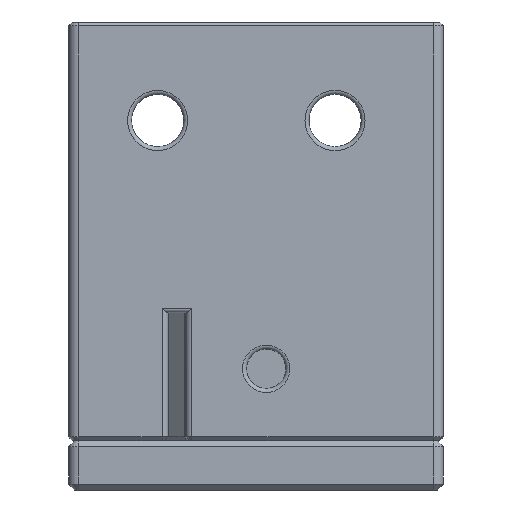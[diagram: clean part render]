
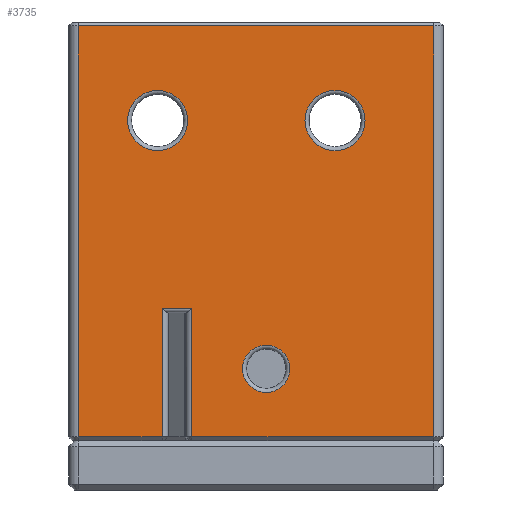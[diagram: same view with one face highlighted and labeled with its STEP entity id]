
A CAD part, front view. The second image highlights one B-rep face of the part: STEP entity #3735.
In plain terms, the highlighted planar face has unit normal (0, -1, 0).
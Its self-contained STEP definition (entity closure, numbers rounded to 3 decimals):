
#185=FACE_BOUND('',#1187,.T.);
#186=FACE_BOUND('',#1188,.T.);
#187=FACE_BOUND('',#1189,.T.);
#209=LINE('',#5683,#536);
#210=LINE('',#5685,#537);
#211=LINE('',#5687,#538);
#212=LINE('',#5689,#539);
#213=LINE('',#5691,#540);
#214=LINE('',#5693,#541);
#215=LINE('',#5695,#542);
#216=LINE('',#5696,#543);
#536=VECTOR('',#4448,10.);
#537=VECTOR('',#4449,10.);
#538=VECTOR('',#4450,10.);
#539=VECTOR('',#4451,10.);
#540=VECTOR('',#4452,10.);
#541=VECTOR('',#4453,10.);
#542=VECTOR('',#4454,10.);
#543=VECTOR('',#4455,10.);
#863=PLANE('',#3986);
#954=FACE_OUTER_BOUND('',#1186,.T.);
#1186=EDGE_LOOP('',(#2581,#2582,#2583,#2584,#2585,#2586,#2587,#2588));
#1187=EDGE_LOOP('',(#2589));
#1188=EDGE_LOOP('',(#2590));
#1189=EDGE_LOOP('',(#2591));
#1441=CIRCLE('',#3983,2.4);
#1444=CIRCLE('',#3987,3.05);
#1445=CIRCLE('',#3988,3.05);
#1655=VERTEX_POINT('',#5675);
#1657=VERTEX_POINT('',#5681);
#1658=VERTEX_POINT('',#5682);
#1659=VERTEX_POINT('',#5684);
#1660=VERTEX_POINT('',#5686);
#1661=VERTEX_POINT('',#5688);
#1662=VERTEX_POINT('',#5690);
#1663=VERTEX_POINT('',#5692);
#1664=VERTEX_POINT('',#5694);
#1665=VERTEX_POINT('',#5697);
#1666=VERTEX_POINT('',#5699);
#2003=EDGE_CURVE('',#1655,#1655,#1441,.T.);
#2006=EDGE_CURVE('',#1657,#1658,#209,.T.);
#2007=EDGE_CURVE('',#1659,#1657,#210,.T.);
#2008=EDGE_CURVE('',#1660,#1659,#211,.T.);
#2009=EDGE_CURVE('',#1661,#1660,#212,.T.);
#2010=EDGE_CURVE('',#1662,#1661,#213,.T.);
#2011=EDGE_CURVE('',#1663,#1662,#214,.T.);
#2012=EDGE_CURVE('',#1664,#1663,#215,.T.);
#2013=EDGE_CURVE('',#1658,#1664,#216,.T.);
#2014=EDGE_CURVE('',#1665,#1665,#1444,.T.);
#2015=EDGE_CURVE('',#1666,#1666,#1445,.T.);
#2581=ORIENTED_EDGE('',*,*,#2006,.F.);
#2582=ORIENTED_EDGE('',*,*,#2007,.F.);
#2583=ORIENTED_EDGE('',*,*,#2008,.F.);
#2584=ORIENTED_EDGE('',*,*,#2009,.F.);
#2585=ORIENTED_EDGE('',*,*,#2010,.F.);
#2586=ORIENTED_EDGE('',*,*,#2011,.F.);
#2587=ORIENTED_EDGE('',*,*,#2012,.F.);
#2588=ORIENTED_EDGE('',*,*,#2013,.F.);
#2589=ORIENTED_EDGE('',*,*,#2014,.F.);
#2590=ORIENTED_EDGE('',*,*,#2015,.F.);
#2591=ORIENTED_EDGE('',*,*,#2003,.F.);
#3735=ADVANCED_FACE('',(#954,#185,#186,#187),#863,.T.);
#3983=AXIS2_PLACEMENT_3D('',#5676,#4440,#4441);
#3986=AXIS2_PLACEMENT_3D('',#5680,#4446,#4447);
#3987=AXIS2_PLACEMENT_3D('',#5698,#4456,#4457);
#3988=AXIS2_PLACEMENT_3D('',#5700,#4458,#4459);
#4440=DIRECTION('center_axis',(0.,-1.,0.));
#4441=DIRECTION('ref_axis',(0.,0.,1.));
#4446=DIRECTION('center_axis',(0.,-1.,0.));
#4447=DIRECTION('ref_axis',(1.,0.,0.));
#4448=DIRECTION('',(0.,0.,1.));
#4449=DIRECTION('',(-1.,0.,0.));
#4450=DIRECTION('',(0.,0.,-1.));
#4451=DIRECTION('',(1.,0.,0.));
#4452=DIRECTION('',(0.,0.,1.));
#4453=DIRECTION('',(-1.,0.,0.));
#4454=DIRECTION('',(0.,0.,-1.));
#4455=DIRECTION('',(-1.,0.,0.));
#4456=DIRECTION('center_axis',(0.,-1.,0.));
#4457=DIRECTION('ref_axis',(0.,0.,1.));
#4458=DIRECTION('center_axis',(0.,-1.,0.));
#4459=DIRECTION('ref_axis',(0.,0.,1.));
#5675=CARTESIAN_POINT('',(16.004,94.3,8.3));
#5676=CARTESIAN_POINT('Origin',(16.004,94.3,10.7));
#5680=CARTESIAN_POINT('Origin',(-4.05,94.3,3.4));
#5681=CARTESIAN_POINT('',(8.45,94.3,3.8));
#5682=CARTESIAN_POINT('',(8.45,94.3,16.8));
#5683=CARTESIAN_POINT('',(8.45,94.3,3.4));
#5684=CARTESIAN_POINT('',(32.994,94.3,3.8));
#5685=CARTESIAN_POINT('',(5.461,94.3,3.8));
#5686=CARTESIAN_POINT('',(32.994,94.3,45.5));
#5687=CARTESIAN_POINT('',(32.994,94.3,3.4));
#5688=CARTESIAN_POINT('',(-3.05,94.3,45.5));
#5689=CARTESIAN_POINT('',(5.461,94.3,45.5));
#5690=CARTESIAN_POINT('',(-3.05,94.3,3.8));
#5691=CARTESIAN_POINT('',(-3.05,94.3,3.4));
#5692=CARTESIAN_POINT('',(5.45,94.3,3.8));
#5693=CARTESIAN_POINT('',(5.461,94.3,3.8));
#5694=CARTESIAN_POINT('',(5.45,94.3,16.8));
#5695=CARTESIAN_POINT('',(5.45,94.3,3.4));
#5696=CARTESIAN_POINT('',(-0.587,94.3,16.8));
#5697=CARTESIAN_POINT('',(22.994,94.3,32.85));
#5698=CARTESIAN_POINT('Origin',(22.994,94.3,35.9));
#5699=CARTESIAN_POINT('',(4.989,94.3,32.85));
#5700=CARTESIAN_POINT('Origin',(4.989,94.3,35.9));
